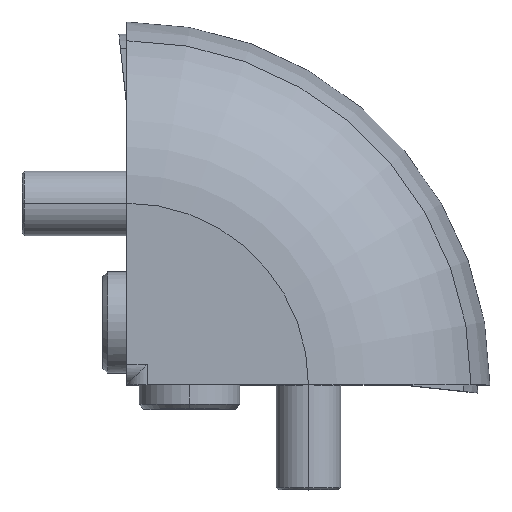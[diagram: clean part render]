
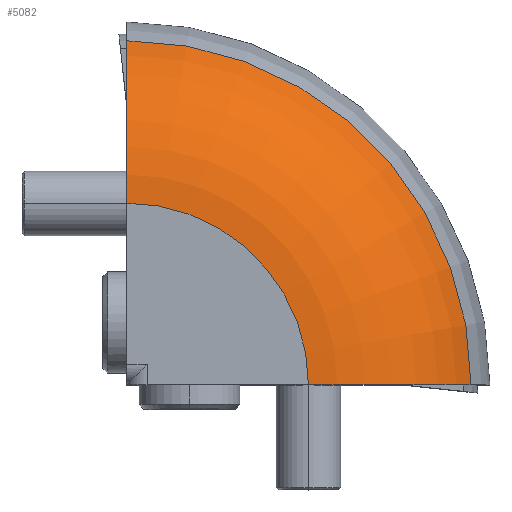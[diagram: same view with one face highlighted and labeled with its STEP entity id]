
A CAD part, top view. The second image highlights one B-rep face of the part: STEP entity #5082.
In plain terms, the highlighted toroidal (fillet/blend) face has major radius 22.5 mm and minor radius 22.5 mm.
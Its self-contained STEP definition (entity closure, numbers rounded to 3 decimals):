
#33 = VERTEX_POINT ( 'NONE', #1124 ) ;
#377 = VERTEX_POINT ( 'NONE', #1725 ) ;
#380 = ORIENTED_EDGE ( 'NONE', *, *, #5090, .T. ) ;
#395 = VERTEX_POINT ( 'NONE', #1748 ) ;
#403 = EDGE_CURVE ( 'NONE', #395, #377, #1753, .T. ) ;
#845 = CARTESIAN_POINT ( 'NONE',  ( 22.5, 0., -22.5 ) ) ;
#850 = DIRECTION ( 'NONE',  ( 0., 1., 0. ) ) ;
#860 = DIRECTION ( 'NONE',  ( 0., 0., 1. ) ) ;
#1124 = CARTESIAN_POINT ( 'NONE',  ( 42.656, 0., -12.5 ) ) ;
#1725 = CARTESIAN_POINT ( 'NONE',  ( 0., 42.656, -12.5 ) ) ;
#1748 = CARTESIAN_POINT ( 'NONE',  ( 0., 22.5, 0. ) ) ;
#1753 = CIRCLE ( 'NONE', #1784, 22.5 ) ;
#1782 = DIRECTION ( 'NONE',  ( 0., 0., 1. ) ) ;
#1783 = DIRECTION ( 'NONE',  ( -1., 0., 0. ) ) ;
#1784 = AXIS2_PLACEMENT_3D ( 'NONE', #1790, #1783, #1782 ) ;
#1790 = CARTESIAN_POINT ( 'NONE',  ( 0., 22.5, -22.5 ) ) ;
#2517 = AXIS2_PLACEMENT_3D ( 'NONE', #845, #850, #860 ) ;
#2518 = CIRCLE ( 'NONE', #2517, 22.5 ) ;
#2990 = AXIS2_PLACEMENT_3D ( 'NONE', #3030, #3029, #3028 ) ;
#3011 = TOROIDAL_SURFACE ( 'NONE', #2990, 22.5, 22.5 ) ;
#3022 = DIRECTION ( 'NONE',  ( 1., 0., 0. ) ) ;
#3023 = DIRECTION ( 'NONE',  ( 0., 0., 1. ) ) ;
#3024 = CARTESIAN_POINT ( 'NONE',  ( 0., 0., -12.5 ) ) ;
#3028 = DIRECTION ( 'NONE',  ( -1., 0., 0. ) ) ;
#3029 = DIRECTION ( 'NONE',  ( 0., 0., -1. ) ) ;
#3030 = CARTESIAN_POINT ( 'NONE',  ( 0., 0., -22.5 ) ) ;
#3033 = AXIS2_PLACEMENT_3D ( 'NONE', #3024, #3023, #3022 ) ;
#3034 = FACE_OUTER_BOUND ( 'NONE', #5076, .T. ) ;
#3039 = CIRCLE ( 'NONE', #3033, 42.656 ) ;
#4268 = CIRCLE ( 'NONE', #4303, 22.5 ) ;
#4300 = DIRECTION ( 'NONE',  ( -1., 0., 0. ) ) ;
#4301 = DIRECTION ( 'NONE',  ( 0., 0., -1. ) ) ;
#4302 = CARTESIAN_POINT ( 'NONE',  ( 0., 0., 0. ) ) ;
#4303 = AXIS2_PLACEMENT_3D ( 'NONE', #4302, #4301, #4300 ) ;
#4403 = CARTESIAN_POINT ( 'NONE',  ( 22.5, 0., 0. ) ) ;
#5076 = EDGE_LOOP ( 'NONE', ( #5095, #380, #5106, #5109 ) ) ;
#5082 = ADVANCED_FACE ( 'NONE', ( #3034 ), #3011, .T. ) ;
#5090 = EDGE_CURVE ( 'NONE', #33, #377, #3039, .T. ) ;
#5095 = ORIENTED_EDGE ( 'NONE', *, *, #5096, .T. ) ;
#5096 = EDGE_CURVE ( 'NONE', #5841, #33, #2518, .T. ) ;
#5106 = ORIENTED_EDGE ( 'NONE', *, *, #403, .F. ) ;
#5109 = ORIENTED_EDGE ( 'NONE', *, *, #5796, .T. ) ;
#5796 = EDGE_CURVE ( 'NONE', #395, #5841, #4268, .T. ) ;
#5841 = VERTEX_POINT ( 'NONE', #4403 ) ;
